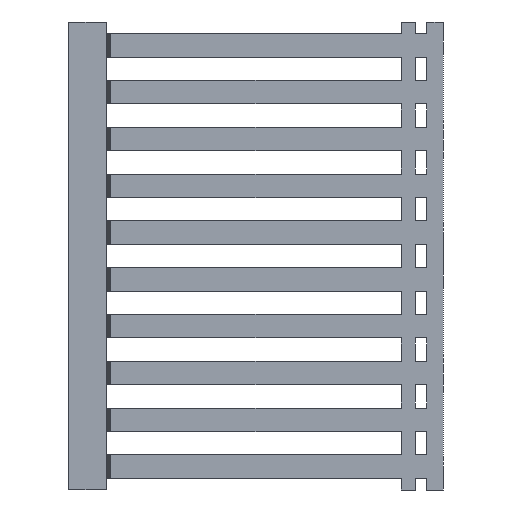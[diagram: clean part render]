
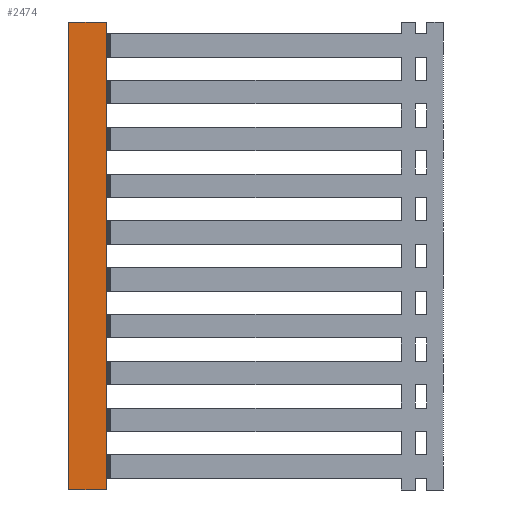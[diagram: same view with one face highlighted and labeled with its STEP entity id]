
A CAD part, left-side view. The second image highlights one B-rep face of the part: STEP entity #2474.
In plain terms, the highlighted planar face has unit normal (-1, 0, 0).
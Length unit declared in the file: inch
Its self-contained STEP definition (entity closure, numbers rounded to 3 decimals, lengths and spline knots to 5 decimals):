
#14 = DIRECTION ( 'NONE',  ( 0., 0., 1. ) ) ;
#311 = CARTESIAN_POINT ( 'NONE',  ( -1.1811, 2.83465, -3.93701 ) ) ;
#332 = FACE_OUTER_BOUND ( 'NONE', #8408, .T. ) ;
#673 = VECTOR ( 'NONE', #9223, 39.37008 ) ;
#1317 = LINE ( 'NONE', #4755, #8810 ) ;
#1371 = ORIENTED_EDGE ( 'NONE', *, *, #3232, .T. ) ;
#1716 = LINE ( 'NONE', #7480, #673 ) ;
#2009 = CARTESIAN_POINT ( 'NONE',  ( -1.1811, 2.83465, -3.93701 ) ) ;
#2213 = ORIENTED_EDGE ( 'NONE', *, *, #6477, .T. ) ;
#2474 = ADVANCED_FACE ( 'NONE', ( #332 ), #3782, .T. ) ;
#3115 = VECTOR ( 'NONE', #6411, 39.37008 ) ;
#3232 = EDGE_CURVE ( 'NONE', #5962, #4560, #4548, .T. ) ;
#3718 = ORIENTED_EDGE ( 'NONE', *, *, #6183, .T. ) ;
#3782 = PLANE ( 'NONE',  #5457 ) ;
#4548 = LINE ( 'NONE', #311, #3115 ) ;
#4560 = VERTEX_POINT ( 'NONE', #8963 ) ;
#4755 = CARTESIAN_POINT ( 'NONE',  ( -1.1811, 3.14961, 0. ) ) ;
#4924 = DIRECTION ( 'NONE',  ( -1., 0., 0. ) ) ;
#5254 = VECTOR ( 'NONE', #14, 39.37008 ) ;
#5457 = AXIS2_PLACEMENT_3D ( 'NONE', #10671, #4924, #8481 ) ;
#5631 = CARTESIAN_POINT ( 'NONE',  ( -1.1811, 3.14961, -3.93701 ) ) ;
#5688 = ORIENTED_EDGE ( 'NONE', *, *, #7442, .F. ) ;
#5962 = VERTEX_POINT ( 'NONE', #2009 ) ;
#6183 = EDGE_CURVE ( 'NONE', #6316, #5962, #1716, .T. ) ;
#6230 = CARTESIAN_POINT ( 'NONE',  ( -1.1811, 3.14961, -3.93701 ) ) ;
#6316 = VERTEX_POINT ( 'NONE', #6230 ) ;
#6411 = DIRECTION ( 'NONE',  ( 0., 0., 1. ) ) ;
#6477 = EDGE_CURVE ( 'NONE', #4560, #8203, #1317, .T. ) ;
#7442 = EDGE_CURVE ( 'NONE', #6316, #8203, #9078, .T. ) ;
#7480 = CARTESIAN_POINT ( 'NONE',  ( -1.1811, 3.14961, -3.93701 ) ) ;
#8098 = DIRECTION ( 'NONE',  ( 0., 1., 0. ) ) ;
#8203 = VERTEX_POINT ( 'NONE', #9148 ) ;
#8408 = EDGE_LOOP ( 'NONE', ( #3718, #1371, #2213, #5688 ) ) ;
#8481 = DIRECTION ( 'NONE',  ( 0., 0., 1. ) ) ;
#8810 = VECTOR ( 'NONE', #8098, 39.37008 ) ;
#8963 = CARTESIAN_POINT ( 'NONE',  ( -1.1811, 2.83465, 0. ) ) ;
#9078 = LINE ( 'NONE', #5631, #5254 ) ;
#9148 = CARTESIAN_POINT ( 'NONE',  ( -1.1811, 3.14961, 0. ) ) ;
#9223 = DIRECTION ( 'NONE',  ( 0., -1., 0. ) ) ;
#10671 = CARTESIAN_POINT ( 'NONE',  ( -1.1811, 3.14961, -3.93701 ) ) ;
